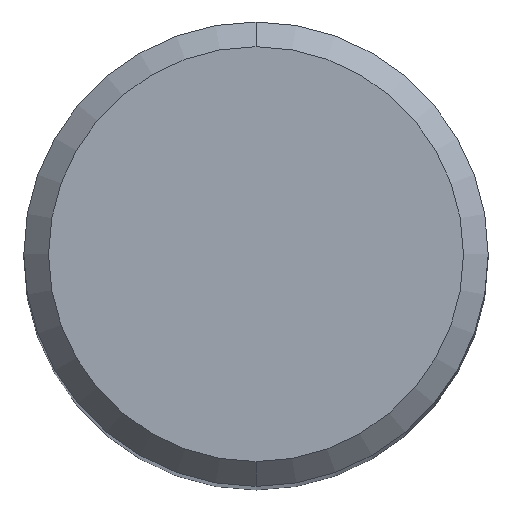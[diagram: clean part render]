
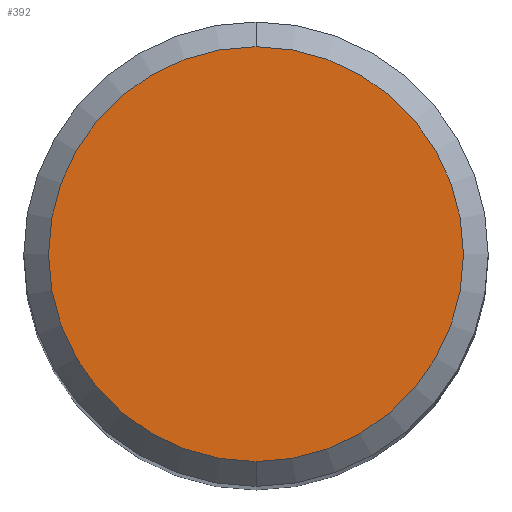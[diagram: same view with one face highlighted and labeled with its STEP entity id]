
A CAD part, top view. The second image highlights one B-rep face of the part: STEP entity #392.
In plain terms, the highlighted planar face has unit normal (0, 0, 1).
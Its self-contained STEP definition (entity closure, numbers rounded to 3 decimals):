
#204=EDGE_CURVE('',#396,#318,#510,.T.);
#258=EDGE_CURVE('',#318,#396,#566,.T.);
#318=VERTEX_POINT('',#634);
#392=ADVANCED_FACE('',(#715),#716,.T.);
#396=VERTEX_POINT('',#720);
#510=CIRCLE('',#852,6.7);
#566=CIRCLE('',#946,6.7);
#634=CARTESIAN_POINT('',(0.0,6.7,0.0));
#715=FACE_OUTER_BOUND('',#1284,.T.);
#716=PLANE('',#1285);
#720=CARTESIAN_POINT('',(0.,-6.7,0.0));
#852=AXIS2_PLACEMENT_3D('',#1545,#1546,#1547);
#946=AXIS2_PLACEMENT_3D('',#1580,#1581,#1582);
#1284=EDGE_LOOP('',(#1742,#1743));
#1285=AXIS2_PLACEMENT_3D('',#1744,#1745,#1746);
#1545=CARTESIAN_POINT('',(0.0,0.0,0.0));
#1546=DIRECTION('',(0.0,0.0,-1.0));
#1547=DIRECTION('',(0.0,1.0,0.0));
#1580=CARTESIAN_POINT('',(0.0,0.0,0.0));
#1581=DIRECTION('',(0.0,0.0,-1.0));
#1582=DIRECTION('',(0.0,1.0,0.0));
#1742=ORIENTED_EDGE('',*,*,#258,.F.);
#1743=ORIENTED_EDGE('',*,*,#204,.F.);
#1744=CARTESIAN_POINT('',(0.0,3.35,0.0));
#1745=DIRECTION('',(-0.0,0.0,1.0));
#1746=DIRECTION('',(0.0,-1.0,0.0));
